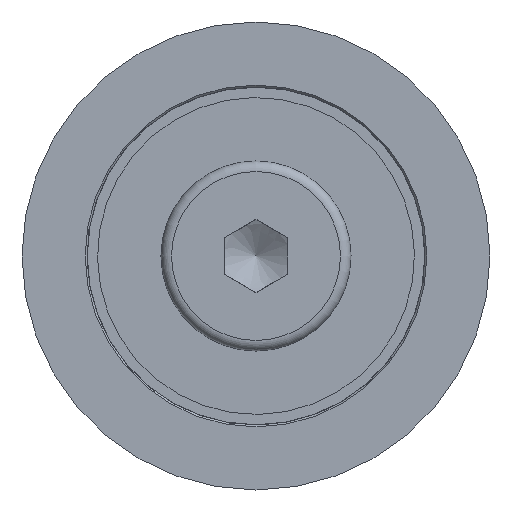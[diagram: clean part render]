
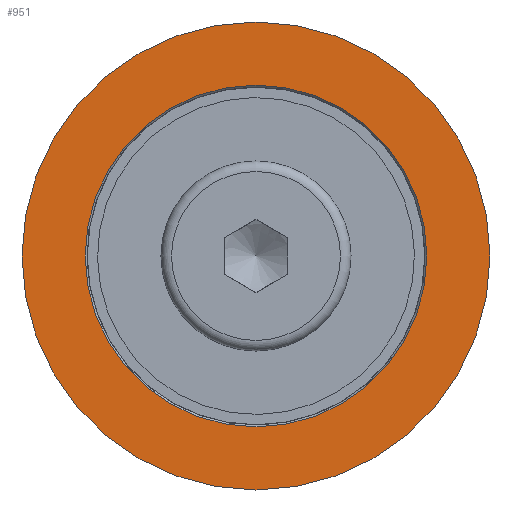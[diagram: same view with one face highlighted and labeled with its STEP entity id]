
A CAD part, left-side view. The second image highlights one B-rep face of the part: STEP entity #951.
In plain terms, the highlighted planar face has unit normal (-1, 0, 0).
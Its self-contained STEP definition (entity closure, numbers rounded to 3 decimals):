
#96=FACE_BOUND('',#219,.T.);
#117=PLANE('',#1183);
#152=FACE_OUTER_BOUND('',#218,.T.);
#218=EDGE_LOOP('',(#675));
#219=EDGE_LOOP('',(#676));
#400=CIRCLE('',#1182,8.087);
#401=CIRCLE('',#1184,11.075);
#461=VERTEX_POINT('',#1648);
#462=VERTEX_POINT('',#1652);
#546=EDGE_CURVE('',#461,#461,#400,.T.);
#547=EDGE_CURVE('',#462,#462,#401,.T.);
#675=ORIENTED_EDGE('',*,*,#547,.T.);
#676=ORIENTED_EDGE('',*,*,#546,.F.);
#951=ADVANCED_FACE('',(#152,#96),#117,.T.);
#1182=AXIS2_PLACEMENT_3D('',#1650,#1327,#1328);
#1183=AXIS2_PLACEMENT_3D('',#1651,#1329,#1330);
#1184=AXIS2_PLACEMENT_3D('',#1653,#1331,#1332);
#1327=DIRECTION('center_axis',(-1.,0.,0.));
#1328=DIRECTION('ref_axis',(0.,-1.,0.));
#1329=DIRECTION('center_axis',(-1.,0.,0.));
#1330=DIRECTION('ref_axis',(0.,0.,1.));
#1331=DIRECTION('center_axis',(-1.,0.,0.));
#1332=DIRECTION('ref_axis',(0.,0.,1.));
#1648=CARTESIAN_POINT('',(-6.58,8.087,0.));
#1650=CARTESIAN_POINT('Origin',(-6.58,0.,0.));
#1651=CARTESIAN_POINT('Origin',(-6.58,7.987,0.));
#1652=CARTESIAN_POINT('',(-6.58,-11.075,0.));
#1653=CARTESIAN_POINT('Origin',(-6.58,0.,0.));
